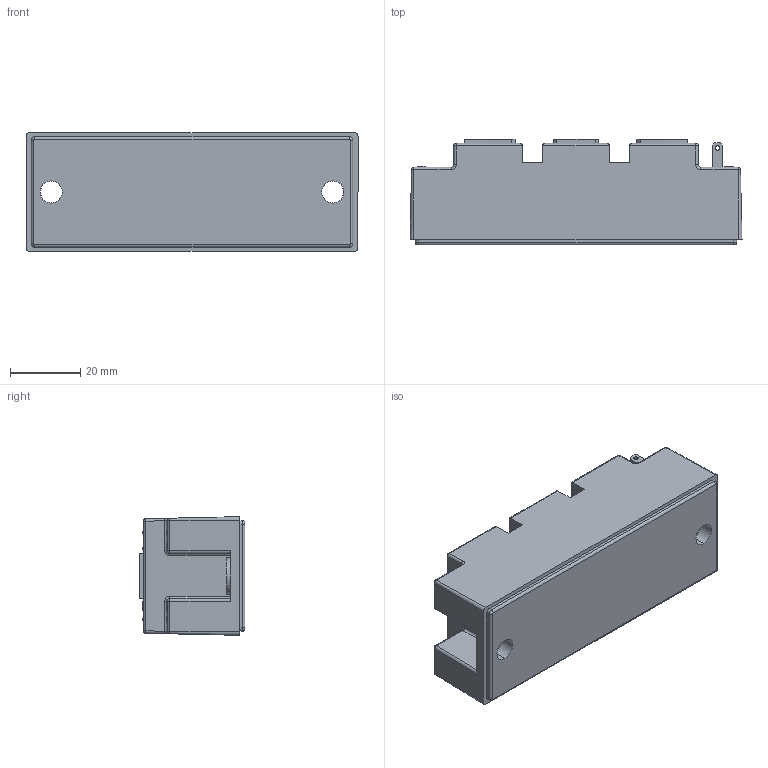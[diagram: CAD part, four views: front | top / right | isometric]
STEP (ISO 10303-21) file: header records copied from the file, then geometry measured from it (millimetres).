
FILE_DESCRIPTION (( 'STEP AP214' ), '1' );
FILE_NAME ('SKM100GB176D.STEP', '2024-06-07T09:15:19', ( '' ), ( '' ), 'SwSTEP 2.0', 'SolidWorks 2021', '' );
FILE_SCHEMA (( 'AUTOMOTIVE_DESIGN' ));
Length unit declared in the file: millimetre
Products named in the file (1): SKM100GB176D
Bounding box: 94.55 x 30.15 x 33.8 mm (x, y, z)
Volume: 76556.9 mm3; surface area: 15597.3 mm2
Topology: 1 solids, 1 shells, 494 faces, 1321 edges, 856 vertices
Faces by surface type: plane 240, bspline 164, cylinder 72, torus 8, sphere 6, cone 4
Entity records: 24979 total; most frequent: CARTESIAN_POINT 9592, ORIENTED_EDGE 2622, DIRECTION 1741, EDGE_CURVE 1311, VERTEX_POINT 856, VECTOR 835, LINE 835, EDGE_LOOP 543
